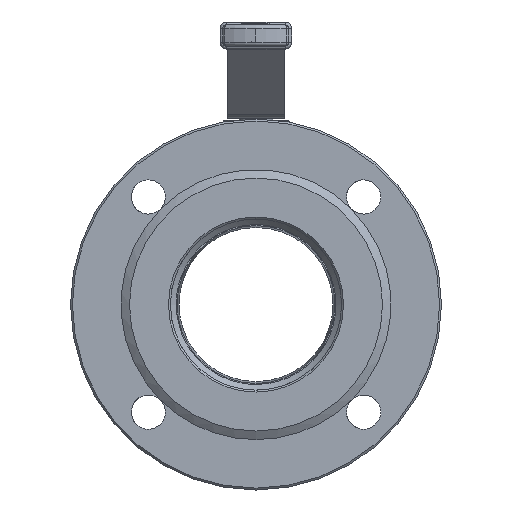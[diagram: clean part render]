
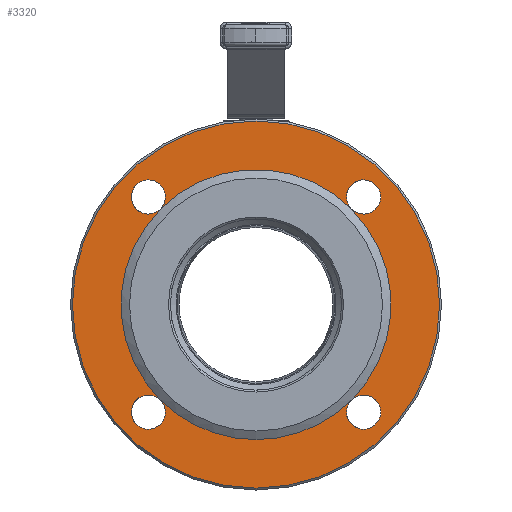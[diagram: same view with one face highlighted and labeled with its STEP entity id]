
A CAD part, left-side view. The second image highlights one B-rep face of the part: STEP entity #3320.
In plain terms, the highlighted planar face has unit normal (-1, 0, 0).
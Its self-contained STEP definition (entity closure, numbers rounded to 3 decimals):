
#3170=CARTESIAN_POINT('',(-137.,-0.,-96.5));
#3171=VERTEX_POINT('',#3170);
#3178=CARTESIAN_POINT('',(-137.,0.,96.5));
#3179=VERTEX_POINT('',#3178);
#3180=CARTESIAN_POINT('',(-137.,-0.,0.));
#3181=DIRECTION('',(1.,-0.,-0.));
#3182=DIRECTION('',(0.,0.,1.));
#3183=AXIS2_PLACEMENT_3D('',#3180,#3181,#3182);
#3184=CIRCLE('',#3183,96.5);
#3185=EDGE_CURVE('',#3171,#3179,#3184,.T.);
#3187=CARTESIAN_POINT('',(-137.,-0.,0.));
#3188=DIRECTION('',(1.,-0.,-0.));
#3189=DIRECTION('',(0.,0.,1.));
#3190=AXIS2_PLACEMENT_3D('',#3187,#3188,#3189);
#3191=CIRCLE('',#3190,96.5);
#3192=EDGE_CURVE('',#3179,#3171,#3191,.T.);
#3200=CARTESIAN_POINT('',(-137.,-0.,-71.));
#3201=DIRECTION('',(-1.,0.,0.));
#3202=DIRECTION('',(0.,0.,1.));
#3203=AXIS2_PLACEMENT_3D('',#3200,#3201,#3202);
#3204=PLANE('',#3203);
#3205=ORIENTED_EDGE('',*,*,#3185,.F.);
#3206=ORIENTED_EDGE('',*,*,#3192,.F.);
#3207=EDGE_LOOP('',(#3205,#3206));
#3208=FACE_BOUND('',#3207,.T.);
#3209=CARTESIAN_POINT('',(-137.,50.205,-50.205));
#3210=VERTEX_POINT('',#3209);
#3211=CARTESIAN_POINT('',(-137.,50.205,50.205));
#3212=VERTEX_POINT('',#3211);
#3213=CARTESIAN_POINT('',(-137.,-0.,0.));
#3214=DIRECTION('',(1.,-0.,-0.));
#3215=DIRECTION('',(0.,0.,1.));
#3216=AXIS2_PLACEMENT_3D('',#3213,#3214,#3215);
#3217=CIRCLE('',#3216,71.);
#3218=EDGE_CURVE('',#3210,#3212,#3217,.T.);
#3219=ORIENTED_EDGE('',*,*,#3218,.T.);
#3220=CARTESIAN_POINT('',(-137.,47.569,56.569));
#3221=VERTEX_POINT('',#3220);
#3222=CARTESIAN_POINT('',(-137.,56.569,56.569));
#3223=DIRECTION('',(1.,-0.,-0.));
#3224=DIRECTION('',(-0.,-1.,0.));
#3225=AXIS2_PLACEMENT_3D('',#3222,#3223,#3224);
#3226=CIRCLE('',#3225,9.);
#3227=EDGE_CURVE('',#3212,#3221,#3226,.T.);
#3228=ORIENTED_EDGE('',*,*,#3227,.T.);
#3229=CARTESIAN_POINT('',(-137.,56.569,56.569));
#3230=DIRECTION('',(1.,-0.,-0.));
#3231=DIRECTION('',(-0.,-1.,0.));
#3232=AXIS2_PLACEMENT_3D('',#3229,#3230,#3231);
#3233=CIRCLE('',#3232,9.);
#3234=EDGE_CURVE('',#3221,#3212,#3233,.T.);
#3235=ORIENTED_EDGE('',*,*,#3234,.T.);
#3236=CARTESIAN_POINT('',(-137.,-50.205,50.205));
#3237=VERTEX_POINT('',#3236);
#3238=CARTESIAN_POINT('',(-137.,-0.,0.));
#3239=DIRECTION('',(1.,-0.,-0.));
#3240=DIRECTION('',(0.,0.,1.));
#3241=AXIS2_PLACEMENT_3D('',#3238,#3239,#3240);
#3242=CIRCLE('',#3241,71.);
#3243=EDGE_CURVE('',#3212,#3237,#3242,.T.);
#3244=ORIENTED_EDGE('',*,*,#3243,.T.);
#3245=CARTESIAN_POINT('',(-137.,-65.569,56.569));
#3246=VERTEX_POINT('',#3245);
#3247=CARTESIAN_POINT('',(-137.,-56.569,56.569));
#3248=DIRECTION('',(1.,-0.,-0.));
#3249=DIRECTION('',(-0.,-1.,0.));
#3250=AXIS2_PLACEMENT_3D('',#3247,#3248,#3249);
#3251=CIRCLE('',#3250,9.);
#3252=EDGE_CURVE('',#3237,#3246,#3251,.T.);
#3253=ORIENTED_EDGE('',*,*,#3252,.T.);
#3254=CARTESIAN_POINT('',(-137.,-56.569,56.569));
#3255=DIRECTION('',(1.,-0.,-0.));
#3256=DIRECTION('',(-0.,-1.,0.));
#3257=AXIS2_PLACEMENT_3D('',#3254,#3255,#3256);
#3258=CIRCLE('',#3257,9.);
#3259=EDGE_CURVE('',#3246,#3237,#3258,.T.);
#3260=ORIENTED_EDGE('',*,*,#3259,.T.);
#3261=CARTESIAN_POINT('',(-137.,-50.205,-50.205));
#3262=VERTEX_POINT('',#3261);
#3263=CARTESIAN_POINT('',(-137.,-0.,0.));
#3264=DIRECTION('',(1.,-0.,-0.));
#3265=DIRECTION('',(0.,0.,1.));
#3266=AXIS2_PLACEMENT_3D('',#3263,#3264,#3265);
#3267=CIRCLE('',#3266,71.);
#3268=EDGE_CURVE('',#3237,#3262,#3267,.T.);
#3269=ORIENTED_EDGE('',*,*,#3268,.T.);
#3270=CARTESIAN_POINT('',(-137.,-65.569,-56.569));
#3271=VERTEX_POINT('',#3270);
#3272=CARTESIAN_POINT('',(-137.,-56.569,-56.569));
#3273=DIRECTION('',(1.,-0.,-0.));
#3274=DIRECTION('',(-0.,-1.,0.));
#3275=AXIS2_PLACEMENT_3D('',#3272,#3273,#3274);
#3276=CIRCLE('',#3275,9.);
#3277=EDGE_CURVE('',#3262,#3271,#3276,.T.);
#3278=ORIENTED_EDGE('',*,*,#3277,.T.);
#3279=CARTESIAN_POINT('',(-137.,-56.569,-56.569));
#3280=DIRECTION('',(1.,-0.,-0.));
#3281=DIRECTION('',(-0.,-1.,0.));
#3282=AXIS2_PLACEMENT_3D('',#3279,#3280,#3281);
#3283=CIRCLE('',#3282,9.);
#3284=EDGE_CURVE('',#3271,#3262,#3283,.T.);
#3285=ORIENTED_EDGE('',*,*,#3284,.T.);
#3286=CARTESIAN_POINT('',(-137.,-0.,-71.));
#3287=VERTEX_POINT('',#3286);
#3288=CARTESIAN_POINT('',(-137.,-0.,0.));
#3289=DIRECTION('',(1.,-0.,-0.));
#3290=DIRECTION('',(0.,0.,1.));
#3291=AXIS2_PLACEMENT_3D('',#3288,#3289,#3290);
#3292=CIRCLE('',#3291,71.);
#3293=EDGE_CURVE('',#3262,#3287,#3292,.T.);
#3294=ORIENTED_EDGE('',*,*,#3293,.T.);
#3295=CARTESIAN_POINT('',(-137.,-0.,0.));
#3296=DIRECTION('',(1.,-0.,-0.));
#3297=DIRECTION('',(0.,0.,1.));
#3298=AXIS2_PLACEMENT_3D('',#3295,#3296,#3297);
#3299=CIRCLE('',#3298,71.);
#3300=EDGE_CURVE('',#3287,#3210,#3299,.T.);
#3301=ORIENTED_EDGE('',*,*,#3300,.T.);
#3302=CARTESIAN_POINT('',(-137.,47.569,-56.569));
#3303=VERTEX_POINT('',#3302);
#3304=CARTESIAN_POINT('',(-137.,56.569,-56.569));
#3305=DIRECTION('',(1.,-0.,-0.));
#3306=DIRECTION('',(-0.,-1.,0.));
#3307=AXIS2_PLACEMENT_3D('',#3304,#3305,#3306);
#3308=CIRCLE('',#3307,9.);
#3309=EDGE_CURVE('',#3210,#3303,#3308,.T.);
#3310=ORIENTED_EDGE('',*,*,#3309,.T.);
#3311=CARTESIAN_POINT('',(-137.,56.569,-56.569));
#3312=DIRECTION('',(1.,-0.,-0.));
#3313=DIRECTION('',(-0.,-1.,0.));
#3314=AXIS2_PLACEMENT_3D('',#3311,#3312,#3313);
#3315=CIRCLE('',#3314,9.);
#3316=EDGE_CURVE('',#3303,#3210,#3315,.T.);
#3317=ORIENTED_EDGE('',*,*,#3316,.T.);
#3318=EDGE_LOOP('',(#3219,#3228,#3235,#3244,#3253,#3260,#3269,#3278,#3285,#3294,#3301,#3310,#3317));
#3319=FACE_BOUND('',#3318,.T.);
#3320=ADVANCED_FACE('',(#3208,#3319),#3204,.T.);
